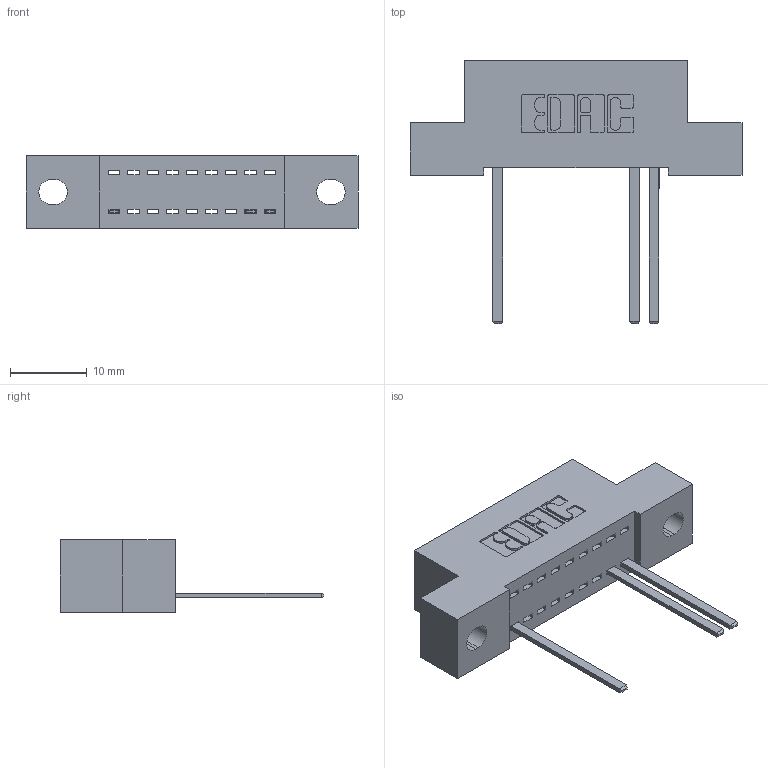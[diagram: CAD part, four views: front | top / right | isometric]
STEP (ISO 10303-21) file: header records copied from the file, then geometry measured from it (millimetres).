
FILE_DESCRIPTION (( 'STEP AP203' ), '1' );
FILE_NAME ('392-009-544-102.STEP', '2018-08-14T19:54:25', ( '' ), ( '' ), 'SwSTEP 2.0', 'SolidWorks 2016', '' );
FILE_SCHEMA (( 'CONFIG_CONTROL_DESIGN' ));
Length unit declared in the file: inch
Products named in the file (3): 342 Part_.128 Slot; 345-292-001_345-293-144; 392-009-544-102
Assembly tree (4 placements, depth 2):
  392-009-544-102
    342 Part_.128 Slot
    345-292-001_345-293-144  x3
Bounding box: 43.18 x 34.3 x 9.4 mm (x, y, z)
Volume: 3578.5 mm3; surface area: 4141.6 mm2
Topology: 4 solids, 4 shells, 342 faces, 1037 edges, 686 vertices
Faces by surface type: plane 256, cylinder 86
Entity records: 9397 total; most frequent: CARTESIAN_POINT 1659, ORIENTED_EDGE 1610, DIRECTION 1455, EDGE_CURVE 805, LINE 681, VECTOR 681, VERTEX_POINT 534, AXIS2_PLACEMENT_3D 387
